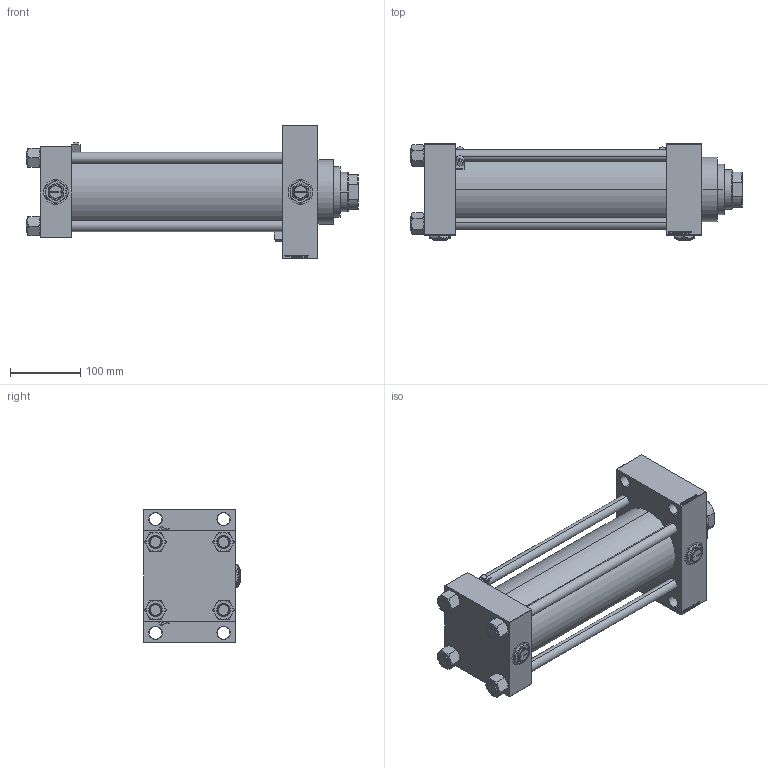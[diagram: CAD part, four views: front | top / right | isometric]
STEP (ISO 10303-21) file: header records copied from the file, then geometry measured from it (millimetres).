
FILE_DESCRIPTION (( 'STEP AP203' ), '1' );
FILE_NAME ('84df.STEP', '2025-04-15T18:44:26', ( '' ), ( '' ), 'SwSTEP 2.0', 'SolidWorks 2019', '' );
FILE_SCHEMA (( 'CONFIG_CONTROL_DESIGN' ));
Length unit declared in the file: millimetre
Products named in the file (8): V215CR_VCP_D 87b43d898bcd91dc728cb7c6d334a012; NUT_M5_D 87b43d898bcd91dc728cb7c6d334a012; MSRF_MSRG1 87b43d898bcd91dc728cb7c6d334a012; 84df; V215CR_D_TYCINKA 87b43d898bcd91dc728cb7c6d334a012; Zatka_pro_OIL_PORT 87b43d898bcd91dc728cb7c6d334a012; V215_VC_A 87b43d898bcd91dc728cb7c6d334a012; V215CR_D_Body 87b43d898bcd91dc728cb7c6d334a012
Assembly tree (15 placements, depth 2):
  84df
    V215CR_D_Body 87b43d898bcd91dc728cb7c6d334a012
    V215CR_VCP_D 87b43d898bcd91dc728cb7c6d334a012
    NUT_M5_D 87b43d898bcd91dc728cb7c6d334a012  x4
    V215CR_D_TYCINKA 87b43d898bcd91dc728cb7c6d334a012  x4
    V215_VC_A 87b43d898bcd91dc728cb7c6d334a012
    MSRF_MSRG1 87b43d898bcd91dc728cb7c6d334a012  x2
    Zatka_pro_OIL_PORT 87b43d898bcd91dc728cb7c6d334a012  x2
Bounding box: 473 x 137 x 190 mm (x, y, z)
Volume: 3612569.1 mm3; surface area: 607063.9 mm2
Topology: 15 solids, 15 shells, 1317 faces, 3294 edges, 2129 vertices
Faces by surface type: plane 629, bspline 368, cone 184, cylinder 128, torus 8
Entity records: 50937 total; most frequent: CARTESIAN_POINT 26102, ORIENTED_EDGE 5510, DIRECTION 3683, EDGE_CURVE 2755, VERTEX_POINT 1801, VECTOR 1619, LINE 1619, EDGE_LOOP 1228
